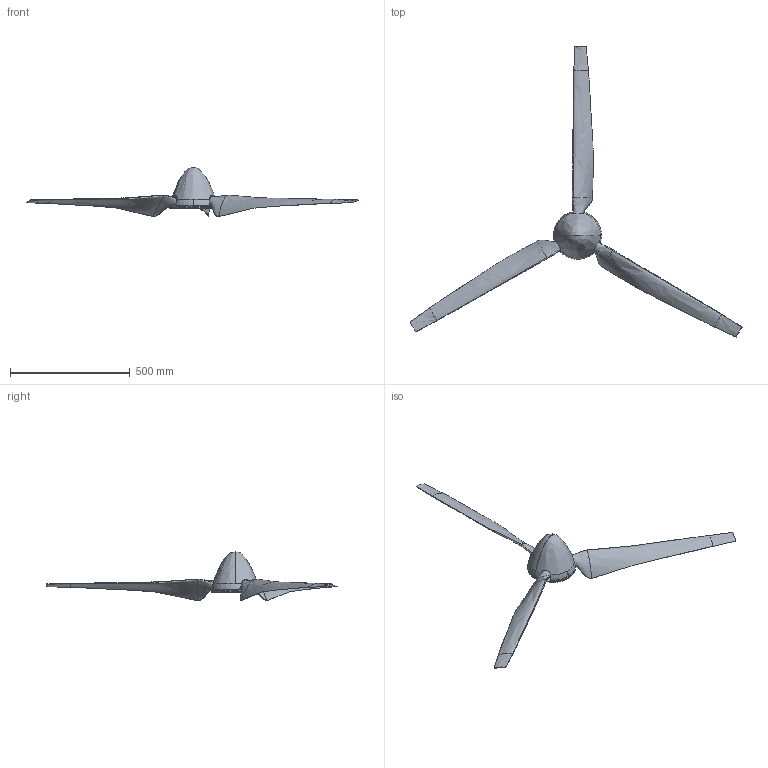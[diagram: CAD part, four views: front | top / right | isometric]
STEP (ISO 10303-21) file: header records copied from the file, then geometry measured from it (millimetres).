
FILE_DESCRIPTION (( 'STEP AP203' ), '1' );
FILE_NAME ('3-blade propeller.STEP', '2013-03-17T20:22:04', ( 'Besitzer' ), ( '' ), 'SwSTEP 2.0', 'SolidWorks 2012', '' );
FILE_SCHEMA (( 'CONFIG_CONTROL_DESIGN' ));
Length unit declared in the file: millimetre
Products named in the file (5): 3-blade propeller; Spinnergrundplatte; Spinner; Propellerblatt-MH; Propellernabe
Assembly tree (6 placements, depth 2):
  3-blade propeller
    Propellernabe
    Propellerblatt-MH  x3
    Spinner
    Spinnergrundplatte
Bounding box: 1388.21 x 1212.94 x 206.07 mm (x, y, z)
Volume: 2281245.2 mm3; surface area: 712217.7 mm2
Topology: 7 solids, 7 shells, 347 faces, 892 edges, 550 vertices
Faces by surface type: cylinder 177, torus 69, plane 51, bspline 22, sphere 16, cone 12
Entity records: 16091 total; most frequent: CARTESIAN_POINT 7821, DIRECTION 1696, ORIENTED_EDGE 1584, EDGE_CURVE 792, AXIS2_PLACEMENT_3D 729, VERTEX_POINT 502, CIRCLE 419, EDGE_LOOP 376
